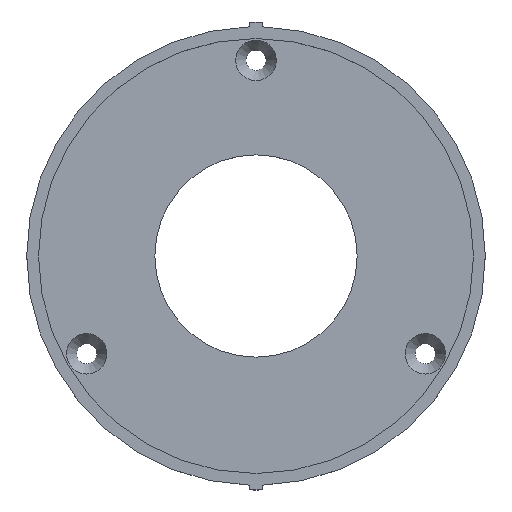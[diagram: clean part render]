
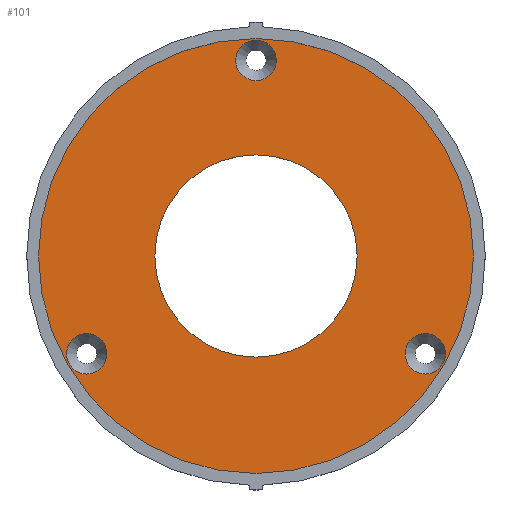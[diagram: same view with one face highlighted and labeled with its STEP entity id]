
A CAD part, top view. The second image highlights one B-rep face of the part: STEP entity #101.
In plain terms, the highlighted planar face has unit normal (0, 0, 1).
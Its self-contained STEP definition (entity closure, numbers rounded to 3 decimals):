
#42=PLANE('',#452);
#101=ADVANCED_FACE('',(#149,#150,#151,#152,#153),#42,.T.);
#149=FACE_BOUND('',#193,.T.);
#150=FACE_BOUND('',#194,.T.);
#151=FACE_BOUND('',#195,.T.);
#152=FACE_BOUND('',#196,.T.);
#153=FACE_BOUND('',#197,.T.);
#193=EDGE_LOOP('',(#263));
#194=EDGE_LOOP('',(#264));
#195=EDGE_LOOP('',(#265));
#196=EDGE_LOOP('',(#266));
#197=EDGE_LOOP('',(#267));
#263=ORIENTED_EDGE('',*,*,#373,.T.);
#264=ORIENTED_EDGE('',*,*,#376,.T.);
#265=ORIENTED_EDGE('',*,*,#377,.T.);
#266=ORIENTED_EDGE('',*,*,#378,.F.);
#267=ORIENTED_EDGE('',*,*,#342,.T.);
#306=VERTEX_POINT('',#597);
#333=VERTEX_POINT('',#662);
#336=VERTEX_POINT('',#671);
#337=VERTEX_POINT('',#675);
#338=VERTEX_POINT('',#677);
#342=EDGE_CURVE('',#306,#306,#386,.T.);
#373=EDGE_CURVE('',#333,#333,#405,.T.);
#376=EDGE_CURVE('',#336,#336,#408,.T.);
#377=EDGE_CURVE('',#337,#337,#409,.T.);
#378=EDGE_CURVE('',#338,#338,#410,.T.);
#386=CIRCLE('',#415,15.);
#405=CIRCLE('',#441,3.);
#408=CIRCLE('',#447,3.);
#409=CIRCLE('',#450,3.);
#410=CIRCLE('',#451,32.25);
#415=AXIS2_PLACEMENT_3D('',#596,#471,#472);
#441=AXIS2_PLACEMENT_3D('',#661,#535,#536);
#447=AXIS2_PLACEMENT_3D('',#670,#547,#548);
#450=AXIS2_PLACEMENT_3D('',#674,#553,#554);
#451=AXIS2_PLACEMENT_3D('',#676,#555,#556);
#452=AXIS2_PLACEMENT_3D('',#678,#557,#558);
#471=DIRECTION('',(0.,0.,-1.));
#472=DIRECTION('',(1.,0.,0.));
#535=DIRECTION('',(0.,0.,-1.));
#536=DIRECTION('',(0.5,0.866,0.));
#547=DIRECTION('',(0.,0.,-1.));
#548=DIRECTION('',(0.5,-0.866,0.));
#553=DIRECTION('',(0.,0.,-1.));
#554=DIRECTION('',(-1.,0.,0.));
#555=DIRECTION('',(0.,0.,-1.));
#556=DIRECTION('',(1.,0.,0.));
#557=DIRECTION('',(0.,0.,1.));
#558=DIRECTION('',(1.,0.,0.));
#596=CARTESIAN_POINT('',(0.,0.,4.5));
#597=CARTESIAN_POINT('',(15.,0.,4.5));
#661=CARTESIAN_POINT('',(25.115,-14.5,4.5));
#662=CARTESIAN_POINT('',(26.615,-11.902,4.5));
#670=CARTESIAN_POINT('',(-25.115,-14.5,4.5));
#671=CARTESIAN_POINT('',(-23.615,-17.098,4.5));
#674=CARTESIAN_POINT('',(0.,29.,4.5));
#675=CARTESIAN_POINT('',(-3.,29.,4.5));
#676=CARTESIAN_POINT('',(0.,0.,4.5));
#677=CARTESIAN_POINT('',(32.25,0.,4.5));
#678=CARTESIAN_POINT('',(0.,0.,4.5));
